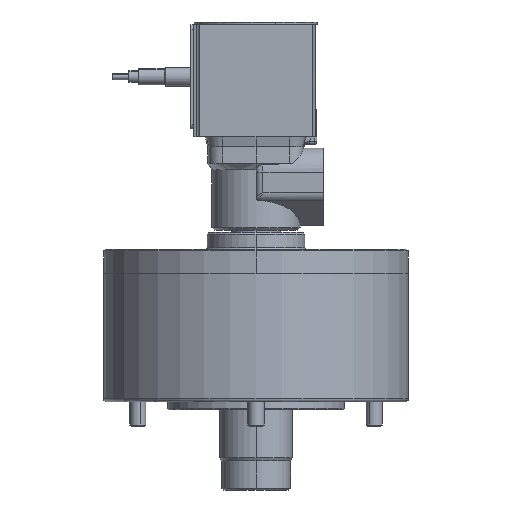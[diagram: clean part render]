
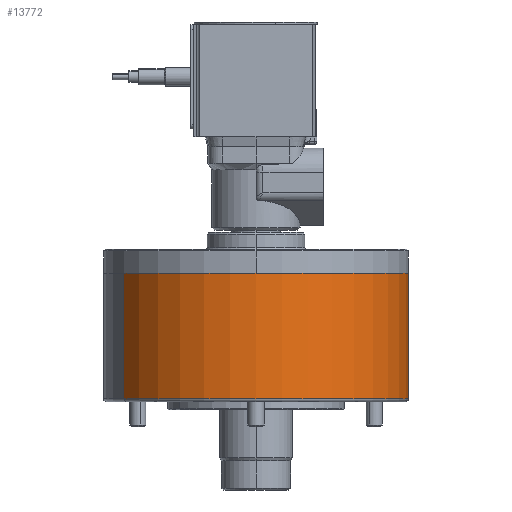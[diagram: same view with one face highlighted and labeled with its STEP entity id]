
A CAD part, left-side view. The second image highlights one B-rep face of the part: STEP entity #13772.
In plain terms, the highlighted cylindrical face has radius 95 mm (diameter 190 mm), a partial arc.
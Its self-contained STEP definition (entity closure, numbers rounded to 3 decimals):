
#562 = DIRECTION ( 'NONE',  ( 0., 0., 1. ) ) ;
#627 = VECTOR ( 'NONE', #735, 1000. ) ;
#735 = DIRECTION ( 'NONE',  ( -1., 0., 0. ) ) ;
#777 = CARTESIAN_POINT ( 'NONE',  ( 0., 0., -95. ) ) ;
#786 = EDGE_CURVE ( 'NONE', #14916, #2893, #2088, .T. ) ;
#2088 = LINE ( 'NONE', #777, #627 ) ;
#2450 = VERTEX_POINT ( 'NONE', #9702 ) ;
#2477 = CARTESIAN_POINT ( 'NONE',  ( 0., 0., -95. ) ) ;
#2862 = CYLINDRICAL_SURFACE ( 'NONE', #7275, 95. ) ;
#2892 = ORIENTED_EDGE ( 'NONE', *, *, #14209, .T. ) ;
#2893 = VERTEX_POINT ( 'NONE', #2477 ) ;
#3773 = ORIENTED_EDGE ( 'NONE', *, *, #8727, .F. ) ;
#4335 = VECTOR ( 'NONE', #11396, 1000. ) ;
#4364 = DIRECTION ( 'NONE',  ( -1., 0., 0. ) ) ;
#4789 = CARTESIAN_POINT ( 'NONE',  ( 78., 0., -95. ) ) ;
#5151 = CARTESIAN_POINT ( 'NONE',  ( 78., 0., 0. ) ) ;
#5577 = DIRECTION ( 'NONE',  ( 0., 0., 1. ) ) ;
#6324 = DIRECTION ( 'NONE',  ( 0., 0., 1. ) ) ;
#6349 = EDGE_CURVE ( 'NONE', #14539, #2450, #9761, .T. ) ;
#7275 = AXIS2_PLACEMENT_3D ( 'NONE', #12501, #4364, #5577 ) ;
#7515 = DIRECTION ( 'NONE',  ( -1., 0., 0. ) ) ;
#8727 = EDGE_CURVE ( 'NONE', #2893, #2450, #13657, .T. ) ;
#9440 = AXIS2_PLACEMENT_3D ( 'NONE', #14417, #7515, #562 ) ;
#9702 = CARTESIAN_POINT ( 'NONE',  ( 0., 0., 95. ) ) ;
#9743 = CIRCLE ( 'NONE', #14705, 95. ) ;
#9761 = LINE ( 'NONE', #14877, #4335 ) ;
#11396 = DIRECTION ( 'NONE',  ( -1., 0., 0. ) ) ;
#11457 = ORIENTED_EDGE ( 'NONE', *, *, #786, .F. ) ;
#12501 = CARTESIAN_POINT ( 'NONE',  ( 0., 0., 0. ) ) ;
#12831 = FACE_OUTER_BOUND ( 'NONE', #14635, .T. ) ;
#13243 = DIRECTION ( 'NONE',  ( -1., 0., 0. ) ) ;
#13380 = CARTESIAN_POINT ( 'NONE',  ( 78., 0., 95. ) ) ;
#13657 = CIRCLE ( 'NONE', #9440, 95. ) ;
#13772 = ADVANCED_FACE ( 'NONE', ( #12831 ), #2862, .T. ) ;
#14209 = EDGE_CURVE ( 'NONE', #14916, #14539, #9743, .T. ) ;
#14417 = CARTESIAN_POINT ( 'NONE',  ( 0., 0., 0. ) ) ;
#14539 = VERTEX_POINT ( 'NONE', #13380 ) ;
#14635 = EDGE_LOOP ( 'NONE', ( #11457, #2892, #14836, #3773 ) ) ;
#14705 = AXIS2_PLACEMENT_3D ( 'NONE', #5151, #13243, #6324 ) ;
#14836 = ORIENTED_EDGE ( 'NONE', *, *, #6349, .T. ) ;
#14877 = CARTESIAN_POINT ( 'NONE',  ( 0., 0., 95. ) ) ;
#14916 = VERTEX_POINT ( 'NONE', #4789 ) ;
